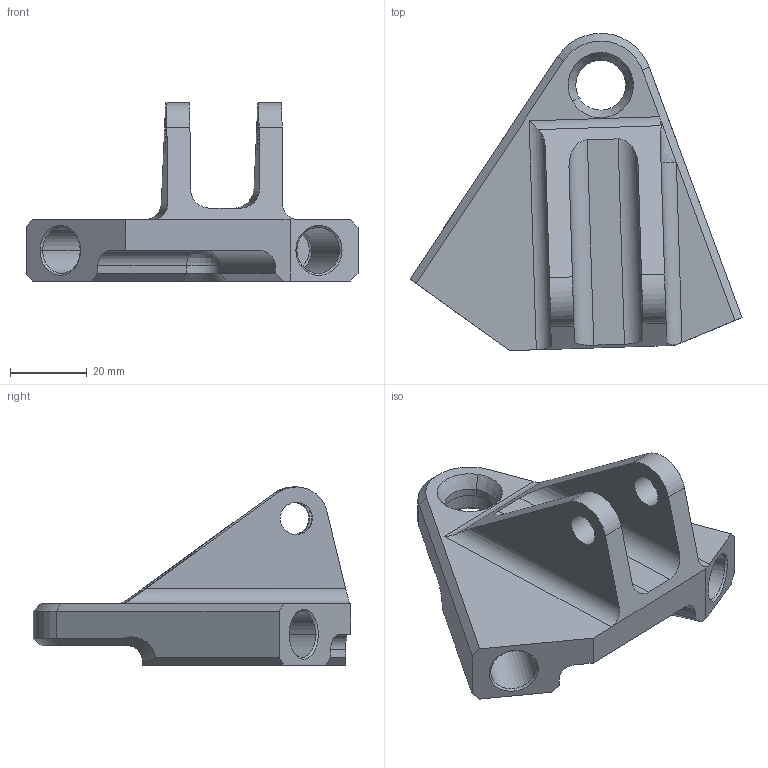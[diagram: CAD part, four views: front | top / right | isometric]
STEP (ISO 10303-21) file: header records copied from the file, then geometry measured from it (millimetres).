
FILE_DESCRIPTION(('CATIA V5 STEP Exchange'),'2;1');
FILE_NAME('insert_PM_avant_Sup_EPSA.stp','2018-03-12T08:11:13+00:00',('none'),('none'),'CATIA Version 5 Release 19 SP 2 (IN-10)','CATIA V5 STEP AP203','none');
FILE_SCHEMA(('CONFIG_CONTROL_DESIGN'));
Length unit declared in the file: millimetre
Products named in the file (1): ins_avant_gauche_double
Bounding box: 86.47 x 82.62 x 46.39 mm (x, y, z)
Volume: 65445.6 mm3; surface area: 17904 mm2
Topology: 1 solids, 1 shells, 76 faces, 191 edges, 126 vertices
Faces by surface type: plane 33, cylinder 24, cone 15, bspline 3, revolution 1
Entity records: 2548 total; most frequent: CARTESIAN_POINT 789, ORIENTED_EDGE 382, DIRECTION 286, EDGE_CURVE 191, VERTEX_POINT 120, AXIS2_PLACEMENT_3D 116, VECTOR 107, LINE 107
